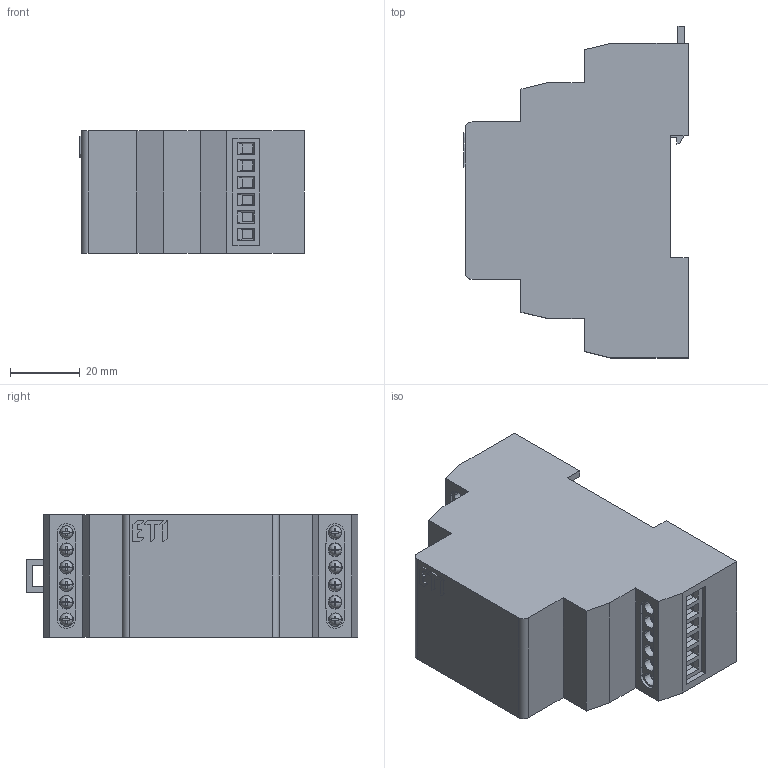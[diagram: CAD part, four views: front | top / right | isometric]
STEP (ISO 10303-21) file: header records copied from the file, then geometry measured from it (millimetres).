
FILE_DESCRIPTION((''),'2;1');
FILE_NAME('ASM0007_ASM','2020-11-13T',('marketing.praksa'),('Audax d.o.o.'),'CREO PARAMETRIC BY PTC INC, 2017480','CREO PARAMETRIC BY PTC INC, 2017480','');
FILE_SCHEMA(('AUTOMOTIVE_DESIGN { 1 0 10303 214 1 1 1 1 }'));
Length unit declared in the file: millimetre
Products named in the file (23): OPEN_CASCADE_STEP_TRANSLATO-105; OPEN_CASCADE_STEP_TRANSLAT-1657; OPEN_CASCADE_STEP_TRANSLAT-3209; OPEN_CASCADE_STEP_TRANSLAT-4761; OPEN_CASCADE_STEP_TRANSLAT-6313; OPEN_CASCADE_STEP_TRANSLAT-7865; OPEN_CASCADE_STEP_TRANSLAT-9417; OPEN_CASCADE_STEP_TRANSLA-10969; OPEN_CASCADE_STEP_TRANSLA-12521; OPEN_CASCADE_STEP_TRANSLA-14073; OPEN_CASCADE_STEP_TRANSLA-15625; OPEN_CASCADE_STEP_TRANSLA-17177; OPEN_CASCADE_STEP_TRANSLA-18729; OPEN_CASCADE_STEP_TRANSLA-19414; OPEN_CASCADE_STEP_TRANSLA-20747; OPEN_CASCADE_STEP_TRANSLA-22772; OPEN_CASCADE_STEP_TRANSLA-26337; OPEN_CASCADE_STEP_TRANSLA-26686; OPEN_CASCADE_STEP_TRANSLA-27035; OPEN_CASCADE_STEP_TRANSLA-28008; OPEN_CASCADE_STEP_TRANSLA-40453; OPEN_CASCADE_STEP_TRANSLATOR-_1_ASM; ASM0007_ASM
Assembly tree (22 placements, depth 3):
  ASM0007_ASM
    OPEN_CASCADE_STEP_TRANSLATOR-_1_ASM
      OPEN_CASCADE_STEP_TRANSLATO-105
      OPEN_CASCADE_STEP_TRANSLAT-1657
      OPEN_CASCADE_STEP_TRANSLAT-3209
      OPEN_CASCADE_STEP_TRANSLAT-4761
      OPEN_CASCADE_STEP_TRANSLAT-6313
      OPEN_CASCADE_STEP_TRANSLAT-7865
      OPEN_CASCADE_STEP_TRANSLAT-9417
      OPEN_CASCADE_STEP_TRANSLA-10969
      OPEN_CASCADE_STEP_TRANSLA-12521
      OPEN_CASCADE_STEP_TRANSLA-14073
      OPEN_CASCADE_STEP_TRANSLA-15625
      OPEN_CASCADE_STEP_TRANSLA-17177
      OPEN_CASCADE_STEP_TRANSLA-18729
      OPEN_CASCADE_STEP_TRANSLA-19414
      OPEN_CASCADE_STEP_TRANSLA-20747
      OPEN_CASCADE_STEP_TRANSLA-22772
      OPEN_CASCADE_STEP_TRANSLA-26337
      OPEN_CASCADE_STEP_TRANSLA-26686
      OPEN_CASCADE_STEP_TRANSLA-27035
      OPEN_CASCADE_STEP_TRANSLA-28008
      OPEN_CASCADE_STEP_TRANSLA-40453
Bounding box: 64.12 x 94.9 x 35 mm (x, y, z)
Volume: 145671.9 mm3; surface area: 27132.3 mm2
Topology: 21 solids, 21 shells, 538 faces, 1380 edges, 900 vertices
Faces by surface type: plane 460, cylinder 54, sphere 24
Entity records: 25627 total; most frequent: CARTESIAN_POINT 2938, DIRECTION 2920, ORIENTED_EDGE 2736, PRESENTATION_STYLE_ASSIGNMENT 1927, STYLED_ITEM 1833, CURVE_STYLE 1368, EDGE_CURVE 1368, VECTOR 1024
